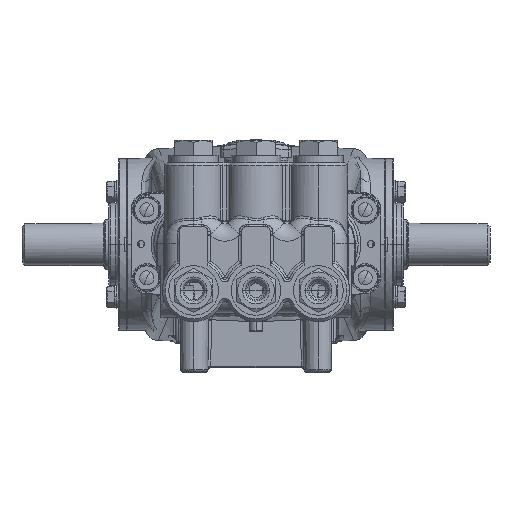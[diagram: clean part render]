
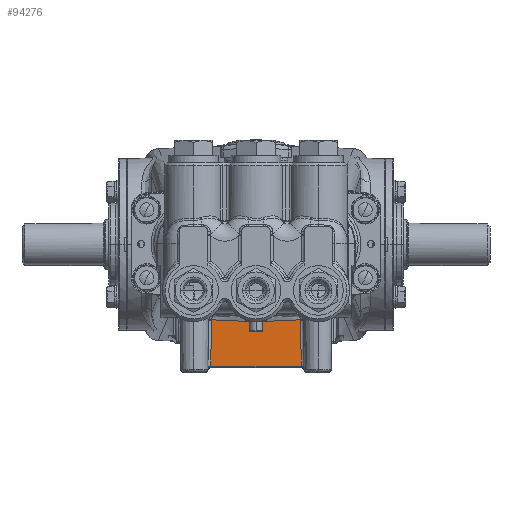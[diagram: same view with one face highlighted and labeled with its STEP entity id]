
A CAD part, top view. The second image highlights one B-rep face of the part: STEP entity #94276.
In plain terms, the highlighted planar face has unit normal (0, -0.018, 1).
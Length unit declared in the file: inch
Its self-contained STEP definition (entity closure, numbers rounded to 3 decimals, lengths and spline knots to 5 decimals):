
#3457 = CARTESIAN_POINT ( 'NONE',  ( 0., -2.1573, 5.77222 ) ) ;
#13001 = CARTESIAN_POINT ( 'NONE',  ( 0., -2.1573, 5.77222 ) ) ;
#13233 = VECTOR ( 'NONE', #136319, 39.37008 ) ;
#16322 = CARTESIAN_POINT ( 'NONE',  ( -1.23403, -2.11163, 5.77302 ) ) ;
#16964 = ORIENTED_EDGE ( 'NONE', *, *, #103553, .F. ) ;
#17974 = ORIENTED_EDGE ( 'NONE', *, *, #101514, .T. ) ;
#18372 = EDGE_CURVE ( 'NONE', #39978, #86082, #68368, .T. ) ;
#21246 = AXIS2_PLACEMENT_3D ( 'NONE', #93182, #138589, #36804 ) ;
#22893 = CARTESIAN_POINT ( 'NONE',  ( -1.23515, -2.128, 5.77274 ) ) ;
#30334 = CARTESIAN_POINT ( 'NONE',  ( -0.82179, -2.12777, 5.77274 ) ) ;
#35295 = FACE_OUTER_BOUND ( 'NONE', #76608, .T. ) ;
#36804 = DIRECTION ( 'NONE',  ( 0., -1., -0.017 ) ) ;
#37066 = CARTESIAN_POINT ( 'NONE',  ( 1.23501, -2.11977, 5.77288 ) ) ;
#38027 = ORIENTED_EDGE ( 'NONE', *, *, #118160, .F. ) ;
#39978 = VERTEX_POINT ( 'NONE', #73287 ) ;
#40738 = DIRECTION ( 'NONE',  ( -0.017, -1., -0.017 ) ) ;
#41710 = CARTESIAN_POINT ( 'NONE',  ( 1.25782, -3.42657, 5.75007 ) ) ;
#44807 = ORIENTED_EDGE ( 'NONE', *, *, #79847, .T. ) ;
#45693 = LINE ( 'NONE', #90956, #13233 ) ;
#48899 = CARTESIAN_POINT ( 'NONE',  ( 0.41099, -2.1454, 5.77243 ) ) ;
#50008 = VERTEX_POINT ( 'NONE', #143991 ) ;
#55489 = VERTEX_POINT ( 'NONE', #79167 ) ;
#58452 = B_SPLINE_CURVE_WITH_KNOTS ( 'NONE', 3,
 ( #86793, #132148, #30334, #75653 ),
 .UNSPECIFIED., .F., .F.,
 ( 4, 4 ),
 ( 0., 0.03133 ),
 .UNSPECIFIED. ) ;
#61634 = CARTESIAN_POINT ( 'NONE',  ( -1.23501, -2.11977, 5.77288 ) ) ;
#63368 = VECTOR ( 'NONE', #86975, 39.37008 ) ;
#64727 = VERTEX_POINT ( 'NONE', #13001 ) ;
#64989 = B_SPLINE_CURVE_WITH_KNOTS ( 'NONE', 3,
 ( #3457, #48899, #94155, #139537 ),
 .UNSPECIFIED., .F., .F.,
 ( 4, 4 ),
 ( 0., 0.03133 ),
 .UNSPECIFIED. ) ;
#68368 = B_SPLINE_CURVE_WITH_KNOTS ( 'NONE', 3,
 ( #93471, #138881, #37066, #82326 ),
 .UNSPECIFIED., .F., .F.,
 ( 4, 4 ),
 ( 0., 0.00062 ),
 .UNSPECIFIED. ) ;
#68392 = ORIENTED_EDGE ( 'NONE', *, *, #18372, .F. ) ;
#68558 = ORIENTED_EDGE ( 'NONE', *, *, #133473, .T. ) ;
#70821 = B_SPLINE_CURVE_WITH_KNOTS ( 'NONE', 3,
 ( #118096, #16322, #61634, #106934 ),
 .UNSPECIFIED., .F., .F.,
 ( 4, 4 ),
 ( 0., 0.00062 ),
 .UNSPECIFIED. ) ;
#72738 = VERTEX_POINT ( 'NONE', #96057 ) ;
#73287 = CARTESIAN_POINT ( 'NONE',  ( 1.23223, -2.10359, 5.77316 ) ) ;
#75653 = CARTESIAN_POINT ( 'NONE',  ( -1.23223, -2.10359, 5.77316 ) ) ;
#76608 = EDGE_LOOP ( 'NONE', ( #44807, #68558, #38027, #68392, #16964, #17974, #103807 ) ) ;
#79167 = CARTESIAN_POINT ( 'NONE',  ( 1.25712, -3.38651, 5.75077 ) ) ;
#79847 = EDGE_CURVE ( 'NONE', #99375, #50008, #97141, .T. ) ;
#80584 = PLANE ( 'NONE',  #21246 ) ;
#82326 = CARTESIAN_POINT ( 'NONE',  ( 1.23515, -2.128, 5.77274 ) ) ;
#86082 = VERTEX_POINT ( 'NONE', #93934 ) ;
#86793 = CARTESIAN_POINT ( 'NONE',  ( 0., -2.1573, 5.77222 ) ) ;
#86975 = DIRECTION ( 'NONE',  ( 0.017, -1., -0.017 ) ) ;
#90956 = CARTESIAN_POINT ( 'NONE',  ( -1.33858, -3.38651, 5.75077 ) ) ;
#93182 = CARTESIAN_POINT ( 'NONE',  ( -1.33858, -3.54331, 5.74803 ) ) ;
#93471 = CARTESIAN_POINT ( 'NONE',  ( 1.23223, -2.10359, 5.77316 ) ) ;
#93934 = CARTESIAN_POINT ( 'NONE',  ( 1.23515, -2.128, 5.77274 ) ) ;
#94155 = CARTESIAN_POINT ( 'NONE',  ( 0.82179, -2.12777, 5.77274 ) ) ;
#94276 = ADVANCED_FACE ( 'NONE', ( #35295 ), #80584, .T. ) ;
#96057 = CARTESIAN_POINT ( 'NONE',  ( -1.23223, -2.10359, 5.77316 ) ) ;
#97141 = LINE ( 'NONE', #142524, #109294 ) ;
#99375 = VERTEX_POINT ( 'NONE', #22893 ) ;
#101514 = EDGE_CURVE ( 'NONE', #64727, #72738, #58452, .T. ) ;
#103553 = EDGE_CURVE ( 'NONE', #64727, #39978, #64989, .T. ) ;
#103807 = ORIENTED_EDGE ( 'NONE', *, *, #115451, .T. ) ;
#106934 = CARTESIAN_POINT ( 'NONE',  ( -1.23515, -2.128, 5.77274 ) ) ;
#109294 = VECTOR ( 'NONE', #40738, 39.37008 ) ;
#115451 = EDGE_CURVE ( 'NONE', #72738, #99375, #70821, .T. ) ;
#118096 = CARTESIAN_POINT ( 'NONE',  ( -1.23223, -2.10359, 5.77316 ) ) ;
#118160 = EDGE_CURVE ( 'NONE', #86082, #55489, #143505, .T. ) ;
#132148 = CARTESIAN_POINT ( 'NONE',  ( -0.41099, -2.1454, 5.77243 ) ) ;
#133473 = EDGE_CURVE ( 'NONE', #50008, #55489, #45693, .T. ) ;
#136319 = DIRECTION ( 'NONE',  ( 1., 0., 0. ) ) ;
#138589 = DIRECTION ( 'NONE',  ( 0., -0.017, 1. ) ) ;
#138881 = CARTESIAN_POINT ( 'NONE',  ( 1.23403, -2.11163, 5.77302 ) ) ;
#139537 = CARTESIAN_POINT ( 'NONE',  ( 1.23223, -2.10359, 5.77316 ) ) ;
#142524 = CARTESIAN_POINT ( 'NONE',  ( -1.25782, -3.42657, 5.75007 ) ) ;
#143505 = LINE ( 'NONE', #41710, #63368 ) ;
#143991 = CARTESIAN_POINT ( 'NONE',  ( -1.25712, -3.38651, 5.75077 ) ) ;
